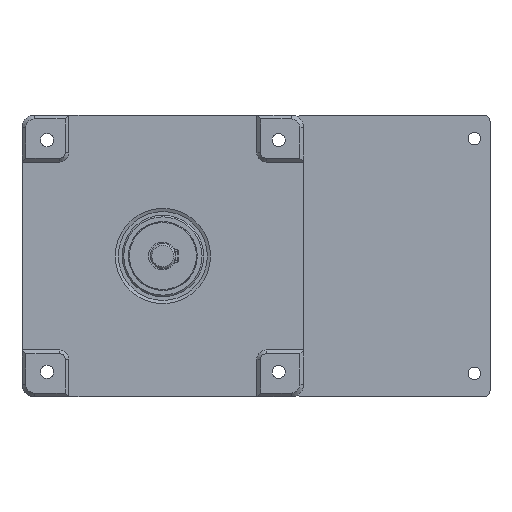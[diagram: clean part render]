
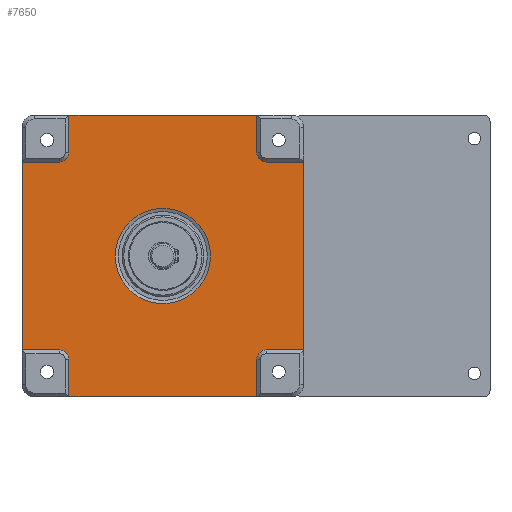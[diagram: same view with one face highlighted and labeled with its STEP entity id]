
A CAD part, left-side view. The second image highlights one B-rep face of the part: STEP entity #7650.
In plain terms, the highlighted planar face has unit normal (-1, 0, 0).
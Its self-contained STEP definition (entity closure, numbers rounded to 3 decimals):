
#7500=CARTESIAN_POINT('',(3.2,19.6,0.0));
#7501=DIRECTION('',(-1.0,0.0,0.0));
#7502=DIRECTION('',(0.0,0.0,1.0));
#7503=AXIS2_PLACEMENT_3D('',#7500,#7501,#7502);
#7504=PLANE('',#7503);
#7505=CARTESIAN_POINT('',(3.2,30.,-33.));
#7506=VERTEX_POINT('',#7505);
#7507=CARTESIAN_POINT('',(3.2,30.,-45.));
#7508=VERTEX_POINT('',#7507);
#7509=CARTESIAN_POINT('',(3.2,30.,-33.));
#7510=DIRECTION('',(0.0,0.0,-1.0));
#7511=VECTOR('',#7510,12.);
#7512=LINE('',#7509,#7511);
#7513=EDGE_CURVE('',#7506,#7508,#7512,.T.);
#7514=ORIENTED_EDGE('',*,*,#7513,.T.);
#7515=CARTESIAN_POINT('',(3.2,-30.,-45.));
#7516=VERTEX_POINT('',#7515);
#7517=CARTESIAN_POINT('',(3.2,30.,-45.));
#7518=DIRECTION('',(0.0,-1.0,0.0));
#7519=VECTOR('',#7518,60.);
#7520=LINE('',#7517,#7519);
#7521=EDGE_CURVE('',#7508,#7516,#7520,.T.);
#7522=ORIENTED_EDGE('',*,*,#7521,.T.);
#7523=CARTESIAN_POINT('',(3.2,-30.,-33.));
#7524=VERTEX_POINT('',#7523);
#7525=CARTESIAN_POINT('',(3.2,-30.,-45.));
#7526=DIRECTION('',(0.0,0.0,1.0));
#7527=VECTOR('',#7526,12.);
#7528=LINE('',#7525,#7527);
#7529=EDGE_CURVE('',#7516,#7524,#7528,.T.);
#7530=ORIENTED_EDGE('',*,*,#7529,.T.);
#7531=CARTESIAN_POINT('',(3.2,-33.,-30.));
#7532=VERTEX_POINT('',#7531);
#7533=CARTESIAN_POINT('',(3.2,-33.002,-33.002));
#7534=DIRECTION('',(1.0,0.0,0.0));
#7535=DIRECTION('',(0.0,0.001,1.));
#7536=AXIS2_PLACEMENT_3D('',#7533,#7534,#7535);
#7537=CIRCLE('',#7536,3.002);
#7538=EDGE_CURVE('',#7524,#7532,#7537,.T.);
#7539=ORIENTED_EDGE('',*,*,#7538,.T.);
#7540=CARTESIAN_POINT('',(3.2,-45.,-30.));
#7541=VERTEX_POINT('',#7540);
#7542=CARTESIAN_POINT('',(3.2,-33.,-30.));
#7543=DIRECTION('',(0.0,-1.0,0.0));
#7544=VECTOR('',#7543,12.);
#7545=LINE('',#7542,#7544);
#7546=EDGE_CURVE('',#7532,#7541,#7545,.T.);
#7547=ORIENTED_EDGE('',*,*,#7546,.T.);
#7548=CARTESIAN_POINT('',(3.2,-45.,30.));
#7549=VERTEX_POINT('',#7548);
#7550=CARTESIAN_POINT('',(3.2,-45.,-30.));
#7551=DIRECTION('',(0.0,0.0,1.0));
#7552=VECTOR('',#7551,60.);
#7553=LINE('',#7550,#7552);
#7554=EDGE_CURVE('',#7541,#7549,#7553,.T.);
#7555=ORIENTED_EDGE('',*,*,#7554,.T.);
#7556=CARTESIAN_POINT('',(3.2,-33.,30.));
#7557=VERTEX_POINT('',#7556);
#7558=CARTESIAN_POINT('',(3.2,-45.,30.));
#7559=DIRECTION('',(0.0,1.0,0.));
#7560=VECTOR('',#7559,12.);
#7561=LINE('',#7558,#7560);
#7562=EDGE_CURVE('',#7549,#7557,#7561,.T.);
#7563=ORIENTED_EDGE('',*,*,#7562,.T.);
#7564=CARTESIAN_POINT('',(3.2,-30.,33.));
#7565=VERTEX_POINT('',#7564);
#7566=CARTESIAN_POINT('',(3.2,-33.002,33.002));
#7567=DIRECTION('',(1.,0.0,0.0));
#7568=DIRECTION('',(0.0,1.,-0.001));
#7569=AXIS2_PLACEMENT_3D('',#7566,#7567,#7568);
#7570=CIRCLE('',#7569,3.002);
#7571=EDGE_CURVE('',#7557,#7565,#7570,.T.);
#7572=ORIENTED_EDGE('',*,*,#7571,.T.);
#7573=CARTESIAN_POINT('',(3.2,-30.,45.));
#7574=VERTEX_POINT('',#7573);
#7575=CARTESIAN_POINT('',(3.2,-30.,33.));
#7576=DIRECTION('',(0.0,0.,1.0));
#7577=VECTOR('',#7576,12.);
#7578=LINE('',#7575,#7577);
#7579=EDGE_CURVE('',#7565,#7574,#7578,.T.);
#7580=ORIENTED_EDGE('',*,*,#7579,.T.);
#7581=CARTESIAN_POINT('',(3.2,30.,45.));
#7582=VERTEX_POINT('',#7581);
#7583=CARTESIAN_POINT('',(3.2,-30.,45.));
#7584=DIRECTION('',(0.0,1.0,0.0));
#7585=VECTOR('',#7584,60.);
#7586=LINE('',#7583,#7585);
#7587=EDGE_CURVE('',#7574,#7582,#7586,.T.);
#7588=ORIENTED_EDGE('',*,*,#7587,.T.);
#7589=CARTESIAN_POINT('',(3.2,30.,33.));
#7590=VERTEX_POINT('',#7589);
#7591=CARTESIAN_POINT('',(3.2,30.,45.));
#7592=DIRECTION('',(0.0,0.0,-1.0));
#7593=VECTOR('',#7592,12.);
#7594=LINE('',#7591,#7593);
#7595=EDGE_CURVE('',#7582,#7590,#7594,.T.);
#7596=ORIENTED_EDGE('',*,*,#7595,.T.);
#7597=CARTESIAN_POINT('',(3.2,33.,30.));
#7598=VERTEX_POINT('',#7597);
#7599=CARTESIAN_POINT('',(3.2,33.002,33.002));
#7600=DIRECTION('',(1.0,0.0,0.0));
#7601=DIRECTION('',(0.0,-0.001,-1.));
#7602=AXIS2_PLACEMENT_3D('',#7599,#7600,#7601);
#7603=CIRCLE('',#7602,3.002);
#7604=EDGE_CURVE('',#7590,#7598,#7603,.T.);
#7605=ORIENTED_EDGE('',*,*,#7604,.T.);
#7606=CARTESIAN_POINT('',(3.2,45.,30.));
#7607=VERTEX_POINT('',#7606);
#7608=CARTESIAN_POINT('',(3.2,33.,30.));
#7609=DIRECTION('',(0.0,1.0,0.0));
#7610=VECTOR('',#7609,12.0);
#7611=LINE('',#7608,#7610);
#7612=EDGE_CURVE('',#7598,#7607,#7611,.T.);
#7613=ORIENTED_EDGE('',*,*,#7612,.T.);
#7614=CARTESIAN_POINT('',(3.2,45.,-30.));
#7615=VERTEX_POINT('',#7614);
#7616=CARTESIAN_POINT('',(3.2,45.,30.));
#7617=DIRECTION('',(0.0,0.0,-1.0));
#7618=VECTOR('',#7617,60.);
#7619=LINE('',#7616,#7618);
#7620=EDGE_CURVE('',#7607,#7615,#7619,.T.);
#7621=ORIENTED_EDGE('',*,*,#7620,.T.);
#7622=CARTESIAN_POINT('',(3.2,33.,-30.));
#7623=VERTEX_POINT('',#7622);
#7624=CARTESIAN_POINT('',(3.2,45.,-30.));
#7625=DIRECTION('',(0.0,-1.0,0.0));
#7626=VECTOR('',#7625,12.);
#7627=LINE('',#7624,#7626);
#7628=EDGE_CURVE('',#7615,#7623,#7627,.T.);
#7629=ORIENTED_EDGE('',*,*,#7628,.T.);
#7630=CARTESIAN_POINT('',(3.2,33.002,-33.002));
#7631=DIRECTION('',(1.,0.0,0.0));
#7632=DIRECTION('',(0.0,-1.,0.001));
#7633=AXIS2_PLACEMENT_3D('',#7630,#7631,#7632);
#7634=CIRCLE('',#7633,3.002);
#7635=EDGE_CURVE('',#7623,#7506,#7634,.T.);
#7636=ORIENTED_EDGE('',*,*,#7635,.T.);
#7637=EDGE_LOOP('',(#7514,#7522,#7530,#7539,#7547,#7555,#7563,#7572,#7580,#7588,#7596,#7605,#7613,#7621,#7629,#7636));
#7638=FACE_OUTER_BOUND('',#7637,.T.);
#7639=CARTESIAN_POINT('',(3.2,15.2,0.0));
#7640=VERTEX_POINT('',#7639);
#7641=CARTESIAN_POINT('',(3.2,0.0,0.0));
#7642=DIRECTION('',(1.0,0.0,0.0));
#7643=DIRECTION('',(0.0,1.0,0.0));
#7644=AXIS2_PLACEMENT_3D('',#7641,#7642,#7643);
#7645=CIRCLE('',#7644,15.2);
#7646=EDGE_CURVE('',#7640,#7640,#7645,.T.);
#7647=ORIENTED_EDGE('',*,*,#7646,.T.);
#7648=EDGE_LOOP('',(#7647));
#7649=FACE_BOUND('',#7648,.T.);
#7650=ADVANCED_FACE('',(#7638,#7649),#7504,.T.);
